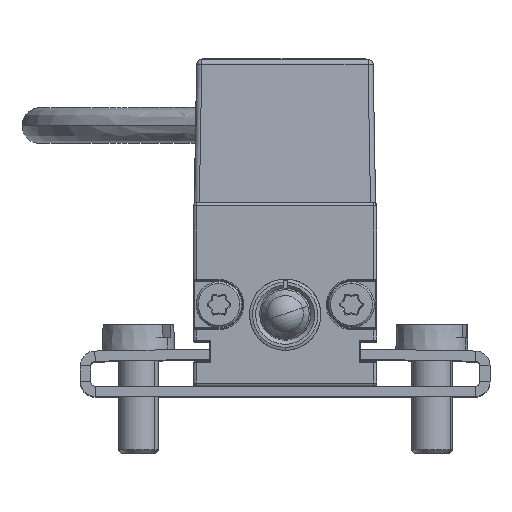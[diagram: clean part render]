
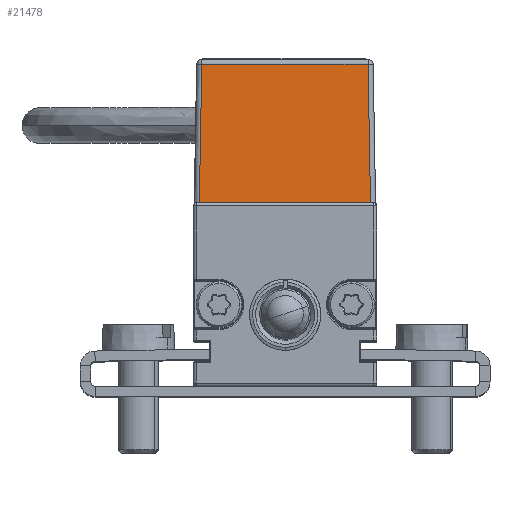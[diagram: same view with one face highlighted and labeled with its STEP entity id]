
A CAD part, top view. The second image highlights one B-rep face of the part: STEP entity #21478.
In plain terms, the highlighted planar face has unit normal (0, 0.018, 1).
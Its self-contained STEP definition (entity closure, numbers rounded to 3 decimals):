
#2902 = EDGE_CURVE ( 'NONE', #15393, #6865, #10757, .T. ) ;
#3058 = EDGE_CURVE ( 'NONE', #6865, #6864, #11439, .T. ) ;
#3167 = EDGE_CURVE ( 'NONE', #15306, #15393, #11792, .T. ) ;
#3187 = EDGE_CURVE ( 'NONE', #6864, #15306, #11853, .T. ) ;
#4596 = EDGE_LOOP ( 'NONE', ( #7046, #6948, #6910, #6953 ) ) ;
#6864 = VERTEX_POINT ( 'NONE', #12501 ) ;
#6865 = VERTEX_POINT ( 'NONE', #12505 ) ;
#6910 = ORIENTED_EDGE ( 'NONE', *, *, #3167, .T. ) ;
#6948 = ORIENTED_EDGE ( 'NONE', *, *, #3187, .T. ) ;
#6953 = ORIENTED_EDGE ( 'NONE', *, *, #2902, .T. ) ;
#7046 = ORIENTED_EDGE ( 'NONE', *, *, #3058, .T. ) ;
#10757 = LINE ( 'NONE', #10758, #34119 ) ;
#10758 = CARTESIAN_POINT ( 'NONE',  ( -8.929, 18., 57.784 ) ) ;
#10759 = DIRECTION ( 'NONE',  ( 1., 0., 0. ) ) ;
#11439 = LINE ( 'NONE', #11440, #33865 ) ;
#11440 = CARTESIAN_POINT ( 'NONE',  ( 8.36, 18.302, 57.779 ) ) ;
#11441 = DIRECTION ( 'NONE',  ( -0.017, 1., -0.017 ) ) ;
#11792 = LINE ( 'NONE', #11793, #22079 ) ;
#11793 = CARTESIAN_POINT ( 'NONE',  ( -8.426, 17.991, 57.784 ) ) ;
#11794 = DIRECTION ( 'NONE',  ( -0.017, -1., 0.017 ) ) ;
#11853 = LINE ( 'NONE', #11854, #21924 ) ;
#11854 = CARTESIAN_POINT ( 'NONE',  ( -8.929, 31.583, 57.547 ) ) ;
#11855 = DIRECTION ( 'NONE',  ( -1., 0., 0. ) ) ;
#12501 = CARTESIAN_POINT ( 'NONE',  ( 8.129, 31.583, 57.547 ) ) ;
#12505 = CARTESIAN_POINT ( 'NONE',  ( 8.366, 18., 57.784 ) ) ;
#13061 = CARTESIAN_POINT ( 'NONE',  ( -8.189, 31.583, 57.547 ) ) ;
#13073 = CARTESIAN_POINT ( 'NONE',  ( -8.426, 18., 57.784 ) ) ;
#14184 = AXIS2_PLACEMENT_3D ( 'NONE', #15893, #15894, #15895 ) ;
#15306 = VERTEX_POINT ( 'NONE', #13061 ) ;
#15393 = VERTEX_POINT ( 'NONE', #13073 ) ;
#15882 = FACE_OUTER_BOUND ( 'NONE', #4596, .T. ) ;
#15883 = PLANE ( 'NONE',  #14184 ) ;
#15893 = CARTESIAN_POINT ( 'NONE',  ( -8.929, 18., 57.784 ) ) ;
#15894 = DIRECTION ( 'NONE',  ( 0., 0.017, 1. ) ) ;
#15895 = DIRECTION ( 'NONE',  ( 0., -1., 0.017 ) ) ;
#21478 = ADVANCED_FACE ( 'NONE', ( #15882 ), #15883, .T. ) ;
#21924 = VECTOR ( 'NONE', #11855, 1000. ) ;
#22079 = VECTOR ( 'NONE', #11794, 1000. ) ;
#33865 = VECTOR ( 'NONE', #11441, 1000. ) ;
#34119 = VECTOR ( 'NONE', #10759, 1000. ) ;
